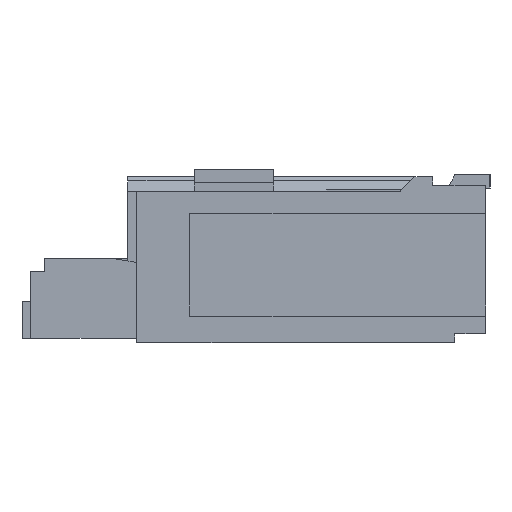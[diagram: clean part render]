
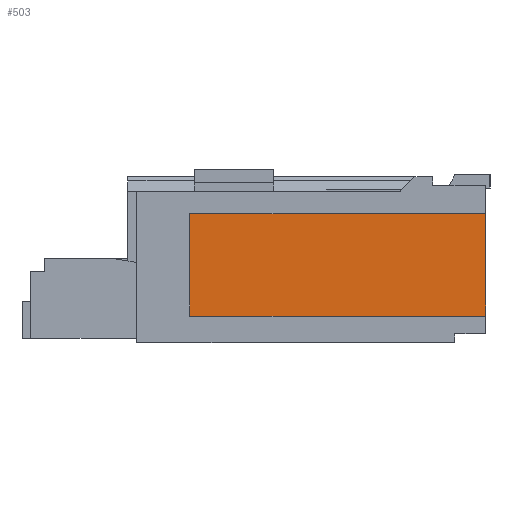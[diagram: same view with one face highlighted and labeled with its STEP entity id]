
A CAD part, left-side view. The second image highlights one B-rep face of the part: STEP entity #503.
In plain terms, the highlighted planar face has unit normal (-1, 0, 0).
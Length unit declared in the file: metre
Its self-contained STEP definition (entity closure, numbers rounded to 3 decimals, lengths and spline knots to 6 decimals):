
#503 = ADVANCED_FACE( '', ( #1754 ), #1755, .F. );
#1754 = FACE_OUTER_BOUND( '', #3332, .T. );
#1755 = PLANE( '', #3333 );
#3332 = EDGE_LOOP( '', ( #8209, #8210, #8211, #8212 ) );
#3333 = AXIS2_PLACEMENT_3D( '', #8213, #8214, #8215 );
#8209 = ORIENTED_EDGE( '', *, *, #12997, .F. );
#8210 = ORIENTED_EDGE( '', *, *, #12745, .F. );
#8211 = ORIENTED_EDGE( '', *, *, #12124, .T. );
#8212 = ORIENTED_EDGE( '', *, *, #12632, .F. );
#8213 = CARTESIAN_POINT( '', ( -0.00635, 0.00335, -0.00158 ) );
#8214 = DIRECTION( '', ( 1., 0., 0. ) );
#8215 = DIRECTION( '', ( 0., 1., 0. ) );
#12124 = EDGE_CURVE( '', #15420, #15421, #15422, .T. );
#12632 = EDGE_CURVE( '', #16259, #15421, #16261, .T. );
#12745 = EDGE_CURVE( '', #15420, #16423, #16424, .T. );
#12997 = EDGE_CURVE( '', #16423, #16259, #16767, .T. );
#15420 = VERTEX_POINT( '', #20305 );
#15421 = VERTEX_POINT( '', #20306 );
#15422 = LINE( '', #20307, #20308 );
#16259 = VERTEX_POINT( '', #21611 );
#16261 = LINE( '', #21614, #21615 );
#16423 = VERTEX_POINT( '', #21877 );
#16424 = LINE( '', #21878, #21879 );
#16767 = LINE( '', #22453, #22454 );
#20305 = CARTESIAN_POINT( '', ( -0.00635, 0.00335, -0.00158 ) );
#20306 = CARTESIAN_POINT( '', ( -0.00635, 0., -0.00158 ) );
#20307 = CARTESIAN_POINT( '', ( -0.00635, 0.00335, -0.00158 ) );
#20308 = VECTOR( '', #24396, 1. );
#21611 = CARTESIAN_POINT( '', ( -0.00635, 0., -0.00042 ) );
#21614 = CARTESIAN_POINT( '', ( -0.00635, 0., -0.00042 ) );
#21615 = VECTOR( '', #24984, 1. );
#21877 = CARTESIAN_POINT( '', ( -0.00635, 0.00335, -0.00042 ) );
#21878 = CARTESIAN_POINT( '', ( -0.00635, 0.00335, -0.00158 ) );
#21879 = VECTOR( '', #25121, 1. );
#22453 = CARTESIAN_POINT( '', ( -0.00635, 0.00335, -0.00042 ) );
#22454 = VECTOR( '', #25413, 1. );
#24396 = DIRECTION( '', ( 0., -1., 0. ) );
#24984 = DIRECTION( '', ( 0., 0., -1. ) );
#25121 = DIRECTION( '', ( 0., 0., 1. ) );
#25413 = DIRECTION( '', ( 0., -1., 0. ) );
